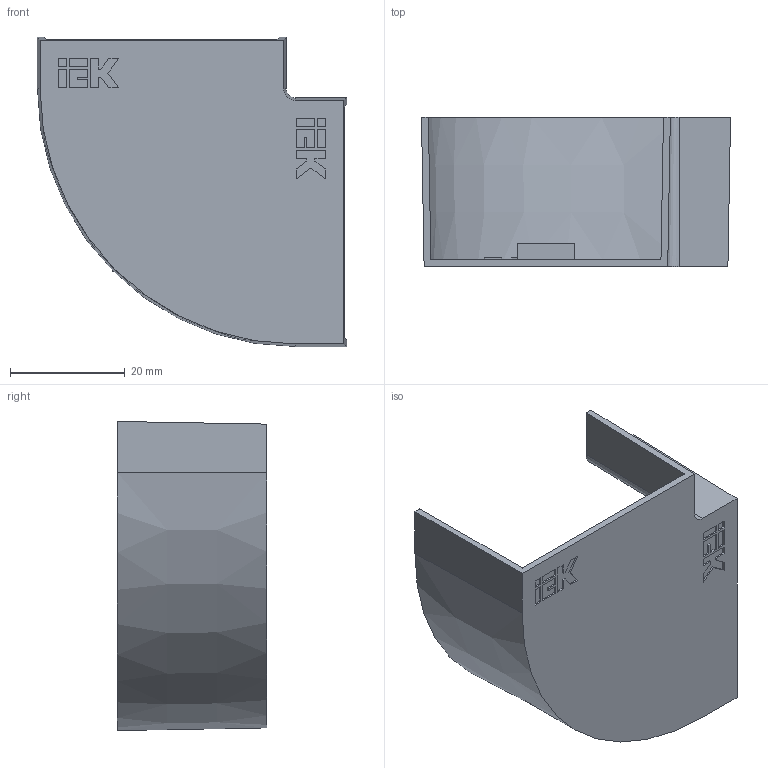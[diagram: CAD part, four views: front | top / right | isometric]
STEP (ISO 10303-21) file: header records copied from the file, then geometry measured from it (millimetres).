
FILE_DESCRIPTION (( 'STEP AP214' ), '1' );
FILE_NAME ('ÊÌÏ 40õ25_èçì.1.STEP', '2016-06-22T08:41:06', ( '' ), ( '' ), 'SwSTEP 2.0', 'SolidWorks 2014', '' );
FILE_SCHEMA (( 'AUTOMOTIVE_DESIGN' ));
Length unit declared in the file: millimetre
Products named in the file (1): ÊÌÏ 40õ25_èçì.1
Bounding box: 53.91 x 26 x 53.91 mm (x, y, z)
Volume: 5968 mm3; surface area: 10450.2 mm2
Topology: 1 solids, 1 shells, 283 faces, 780 edges, 520 vertices
Faces by surface type: plane 183, bspline 94, cone 4, cylinder 2
Entity records: 11360 total; most frequent: CARTESIAN_POINT 4742, ORIENTED_EDGE 1560, DIRECTION 984, EDGE_CURVE 780, VECTOR 580, LINE 580, VERTEX_POINT 520, EDGE_LOOP 304
